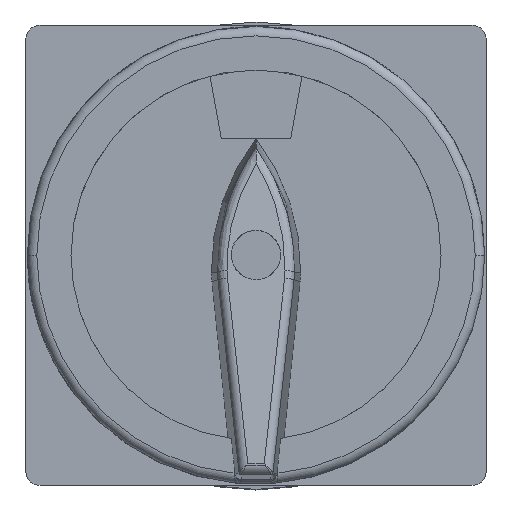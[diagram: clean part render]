
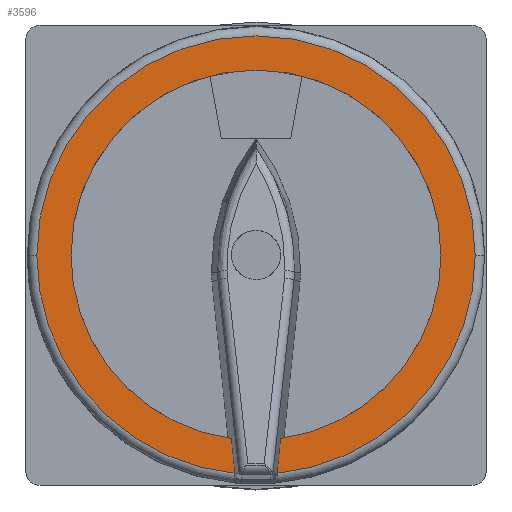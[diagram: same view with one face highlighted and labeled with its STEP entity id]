
A CAD part, top view. The second image highlights one B-rep face of the part: STEP entity #3596.
In plain terms, the highlighted planar face has unit normal (0, 0, 1).
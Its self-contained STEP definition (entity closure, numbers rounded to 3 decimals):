
#20 = CARTESIAN_POINT ( 'NONE',  ( 32.495, 32.495, 23.41 ) ) ;
#314 = ORIENTED_EDGE ( 'NONE', *, *, #6868, .T. ) ;
#459 = DIRECTION ( 'NONE',  ( 0., 0., 1. ) ) ;
#508 = EDGE_CURVE ( 'NONE', #8823, #825, #6024, .T. ) ;
#763 = DIRECTION ( 'NONE',  ( 1., 0., 0. ) ) ;
#825 = VERTEX_POINT ( 'NONE', #6849 ) ;
#1089 = CARTESIAN_POINT ( 'NONE',  ( 32.495, 32.495, 23.41 ) ) ;
#1118 = LINE ( 'NONE', #5450, #4794 ) ;
#1239 = VERTEX_POINT ( 'NONE', #8339 ) ;
#1298 = EDGE_CURVE ( 'NONE', #5310, #9077, #2006, .T. ) ;
#1730 = CARTESIAN_POINT ( 'NONE',  ( 32.495, 32.495, 23.41 ) ) ;
#1787 = CIRCLE ( 'NONE', #2950, 30.954 ) ;
#1838 = PLANE ( 'NONE',  #8316 ) ;
#1842 = ORIENTED_EDGE ( 'NONE', *, *, #7943, .T. ) ;
#1931 = FACE_OUTER_BOUND ( 'NONE', #6172, .T. ) ;
#2006 = CIRCLE ( 'NONE', #2363, 26.13 ) ;
#2245 = ORIENTED_EDGE ( 'NONE', *, *, #508, .T. ) ;
#2363 = AXIS2_PLACEMENT_3D ( 'NONE', #4860, #459, #5606 ) ;
#2388 = AXIS2_PLACEMENT_3D ( 'NONE', #1730, #6843, #2473 ) ;
#2473 = DIRECTION ( 'NONE',  ( 1., 0., 0. ) ) ;
#2556 = VECTOR ( 'NONE', #5100, 1000. ) ;
#2575 = DIRECTION ( 'NONE',  ( 1., 0., 0. ) ) ;
#2950 = AXIS2_PLACEMENT_3D ( 'NONE', #3443, #8465, #4185 ) ;
#2975 = CARTESIAN_POINT ( 'NONE',  ( 35.967, 6.597, 23.41 ) ) ;
#3272 = ORIENTED_EDGE ( 'NONE', *, *, #4669, .F. ) ;
#3370 = ORIENTED_EDGE ( 'NONE', *, *, #7250, .F. ) ;
#3443 = CARTESIAN_POINT ( 'NONE',  ( 32.495, 32.495, 23.41 ) ) ;
#3475 = CARTESIAN_POINT ( 'NONE',  ( 58.625, 32.495, 23.41 ) ) ;
#3596 = ADVANCED_FACE ( 'NONE', ( #1931 ), #1838, .T. ) ;
#3681 = DIRECTION ( 'NONE',  ( 0., 0., 1. ) ) ;
#3753 = CIRCLE ( 'NONE', #2388, 30.954 ) ;
#3776 = CIRCLE ( 'NONE', #6227, 26.13 ) ;
#3952 = VERTEX_POINT ( 'NONE', #9133 ) ;
#4064 = CARTESIAN_POINT ( 'NONE',  ( 32.495, 32.495, 23.41 ) ) ;
#4185 = DIRECTION ( 'NONE',  ( 1., 0., 0. ) ) ;
#4216 = CARTESIAN_POINT ( 'NONE',  ( 29.023, 6.597, 23.41 ) ) ;
#4391 = AXIS2_PLACEMENT_3D ( 'NONE', #20, #5171, #763 ) ;
#4515 = VERTEX_POINT ( 'NONE', #4216 ) ;
#4669 = EDGE_CURVE ( 'NONE', #9077, #1239, #3776, .T. ) ;
#4746 = ORIENTED_EDGE ( 'NONE', *, *, #8511, .T. ) ;
#4794 = VECTOR ( 'NONE', #8902, 1000. ) ;
#4796 = DIRECTION ( 'NONE',  ( 1., 0., 0. ) ) ;
#4860 = CARTESIAN_POINT ( 'NONE',  ( 32.495, 32.495, 23.41 ) ) ;
#5100 = DIRECTION ( 'NONE',  ( -0.103, -0.995, 0. ) ) ;
#5171 = DIRECTION ( 'NONE',  ( 0., 0., 1. ) ) ;
#5310 = VERTEX_POINT ( 'NONE', #2975 ) ;
#5450 = CARTESIAN_POINT ( 'NONE',  ( 26.412, 31.866, 23.41 ) ) ;
#5606 = DIRECTION ( 'NONE',  ( 1., 0., 0. ) ) ;
#5637 = CIRCLE ( 'NONE', #8707, 26.13 ) ;
#6024 = CIRCLE ( 'NONE', #4391, 30.954 ) ;
#6063 = CARTESIAN_POINT ( 'NONE',  ( 35.459, 1.683, 23.41 ) ) ;
#6083 = CARTESIAN_POINT ( 'NONE',  ( 29.531, 1.683, 23.41 ) ) ;
#6172 = EDGE_LOOP ( 'NONE', ( #314, #2245, #6364, #1842, #4746, #3370, #3272, #8276 ) ) ;
#6227 = AXIS2_PLACEMENT_3D ( 'NONE', #8011, #3681, #8688 ) ;
#6364 = ORIENTED_EDGE ( 'NONE', *, *, #9058, .T. ) ;
#6843 = DIRECTION ( 'NONE',  ( 0., 0., 1. ) ) ;
#6849 = CARTESIAN_POINT ( 'NONE',  ( 63.449, 32.495, 23.41 ) ) ;
#6868 = EDGE_CURVE ( 'NONE', #5310, #8823, #8293, .T. ) ;
#6941 = DIRECTION ( 'NONE',  ( 0., 0., 1. ) ) ;
#7091 = VERTEX_POINT ( 'NONE', #6083 ) ;
#7250 = EDGE_CURVE ( 'NONE', #1239, #4515, #5637, .T. ) ;
#7943 = EDGE_CURVE ( 'NONE', #3952, #7091, #3753, .T. ) ;
#8011 = CARTESIAN_POINT ( 'NONE',  ( 32.495, 32.495, 23.41 ) ) ;
#8276 = ORIENTED_EDGE ( 'NONE', *, *, #1298, .F. ) ;
#8293 = LINE ( 'NONE', #8570, #2556 ) ;
#8316 = AXIS2_PLACEMENT_3D ( 'NONE', #1089, #6941, #2575 ) ;
#8339 = CARTESIAN_POINT ( 'NONE',  ( 6.365, 32.495, 23.41 ) ) ;
#8465 = DIRECTION ( 'NONE',  ( 0., 0., 1. ) ) ;
#8511 = EDGE_CURVE ( 'NONE', #7091, #4515, #1118, .T. ) ;
#8570 = CARTESIAN_POINT ( 'NONE',  ( 38.578, 31.866, 23.41 ) ) ;
#8688 = DIRECTION ( 'NONE',  ( 1., 0., 0. ) ) ;
#8707 = AXIS2_PLACEMENT_3D ( 'NONE', #4064, #9013, #4796 ) ;
#8823 = VERTEX_POINT ( 'NONE', #6063 ) ;
#8902 = DIRECTION ( 'NONE',  ( -0.103, 0.995, 0. ) ) ;
#9013 = DIRECTION ( 'NONE',  ( 0., 0., 1. ) ) ;
#9058 = EDGE_CURVE ( 'NONE', #825, #3952, #1787, .T. ) ;
#9077 = VERTEX_POINT ( 'NONE', #3475 ) ;
#9133 = CARTESIAN_POINT ( 'NONE',  ( 1.541, 32.495, 23.41 ) ) ;
